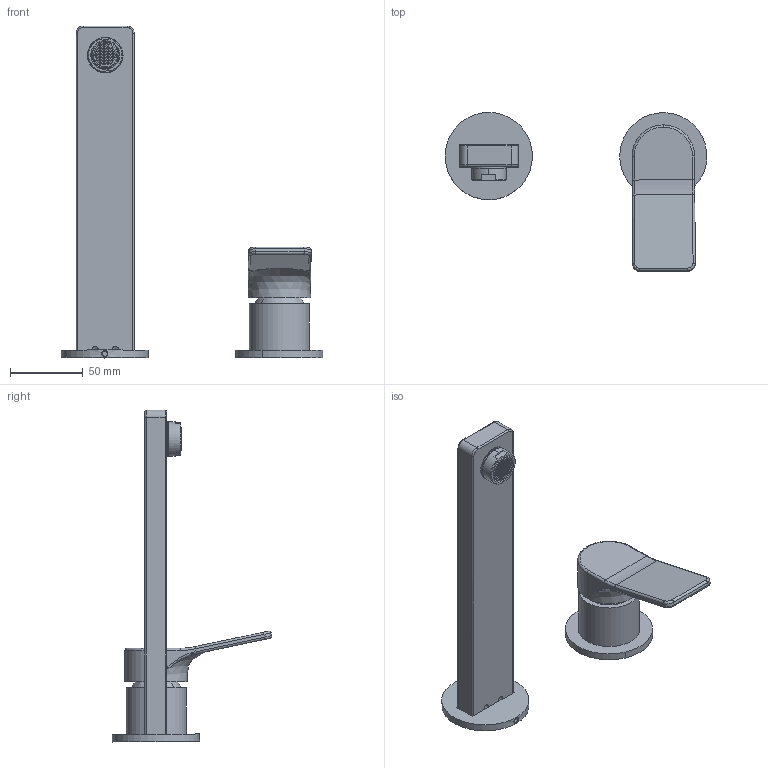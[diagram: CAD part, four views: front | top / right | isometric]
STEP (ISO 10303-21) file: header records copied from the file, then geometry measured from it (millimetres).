
FILE_DESCRIPTION (( 'STEP AP214' ), '1' );
FILE_NAME ('34035.STEP', '2023-10-13T15:08:51', ( '' ), ( '' ), 'SwSTEP 2.0', 'SolidWorks 2018', '' );
FILE_SCHEMA (( 'AUTOMOTIVE_DESIGN' ));
Length unit declared in the file: millimetre
Products named in the file (1): 34035
Bounding box: 179.86 x 109.5 x 228.19 mm (x, y, z)
Surface area: 62045.1 mm2 (no closed solid volume)
Topology: 0 solids, 10 shells, 380 faces, 1337 edges, 959 vertices
Faces by surface type: plane 274, cylinder 61, bspline 17, torus 15, cone 12, sphere 1
Entity records: 20863 total; most frequent: CARTESIAN_POINT 5535, DIRECTION 2184, ORIENTED_EDGE 2026, EDGE_CURVE 1328, VECTOR 1076, LINE 1076, VERTEX_POINT 959, AXIS2_PLACEMENT_3D 554
